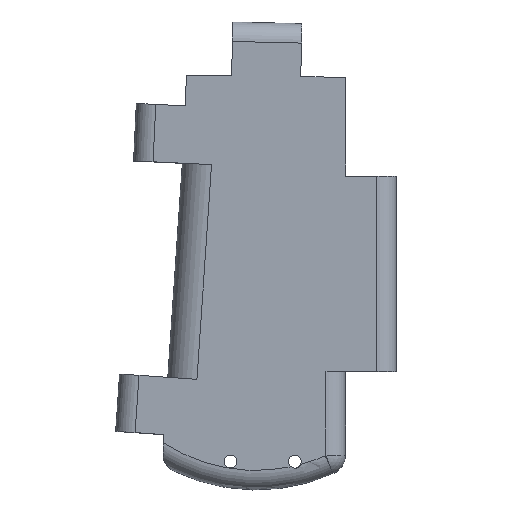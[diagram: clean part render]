
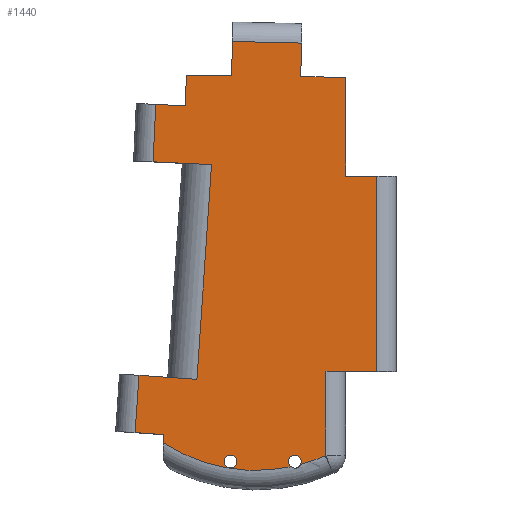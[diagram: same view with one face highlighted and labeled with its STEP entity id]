
A CAD part, top view. The second image highlights one B-rep face of the part: STEP entity #1440.
In plain terms, the highlighted planar face has unit normal (0, 0, 1).
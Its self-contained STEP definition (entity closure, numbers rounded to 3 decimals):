
#40=FACE_BOUND('',#217,.T.);
#76=PLANE('',#1586);
#140=FACE_OUTER_BOUND('',#216,.T.);
#216=EDGE_LOOP('',(#1226,#1227,#1228,#1229,#1230,#1231,#1232,#1233,#1234,
#1235,#1236,#1237,#1238,#1239,#1240,#1241,#1242,#1243,#1244,#1245,#1246,
#1247,#1248,#1249));
#217=EDGE_LOOP('',(#1250));
#257=LINE('',#2038,#400);
#353=LINE('',#2351,#496);
#362=LINE('',#2397,#505);
#363=LINE('',#2399,#506);
#364=LINE('',#2401,#507);
#365=LINE('',#2403,#508);
#366=LINE('',#2404,#509);
#367=LINE('',#2407,#510);
#368=LINE('',#2409,#511);
#369=LINE('',#2411,#512);
#370=LINE('',#2413,#513);
#371=LINE('',#2415,#514);
#372=LINE('',#2417,#515);
#373=LINE('',#2419,#516);
#374=LINE('',#2421,#517);
#375=LINE('',#2423,#518);
#376=LINE('',#2425,#519);
#377=LINE('',#2427,#520);
#378=LINE('',#2428,#521);
#400=VECTOR('',#1625,10.);
#496=VECTOR('',#1875,10.);
#505=VECTOR('',#1930,10.);
#506=VECTOR('',#1931,10.);
#507=VECTOR('',#1932,10.);
#508=VECTOR('',#1933,10.);
#509=VECTOR('',#1934,10.);
#510=VECTOR('',#1937,10.);
#511=VECTOR('',#1938,10.);
#512=VECTOR('',#1939,10.);
#513=VECTOR('',#1940,10.);
#514=VECTOR('',#1941,10.);
#515=VECTOR('',#1942,10.);
#516=VECTOR('',#1943,10.);
#517=VECTOR('',#1944,10.);
#518=VECTOR('',#1945,10.);
#519=VECTOR('',#1946,10.);
#520=VECTOR('',#1947,10.);
#521=VECTOR('',#1948,10.);
#566=CIRCLE('',#1529,0.657);
#569=CIRCLE('',#1534,0.657);
#570=CIRCLE('',#1535,0.657);
#571=CIRCLE('',#1538,17.302);
#574=CIRCLE('',#1541,17.302);
#591=CIRCLE('',#1587,2.);
#600=VERTEX_POINT('',#2034);
#602=VERTEX_POINT('',#2037);
#676=VERTEX_POINT('',#2213);
#679=VERTEX_POINT('',#2223);
#680=VERTEX_POINT('',#2225);
#681=VERTEX_POINT('',#2227);
#682=VERTEX_POINT('',#2246);
#686=VERTEX_POINT('',#2276);
#702=VERTEX_POINT('',#2347);
#704=VERTEX_POINT('',#2350);
#718=VERTEX_POINT('',#2396);
#719=VERTEX_POINT('',#2398);
#720=VERTEX_POINT('',#2400);
#721=VERTEX_POINT('',#2402);
#722=VERTEX_POINT('',#2406);
#723=VERTEX_POINT('',#2408);
#724=VERTEX_POINT('',#2410);
#725=VERTEX_POINT('',#2412);
#726=VERTEX_POINT('',#2414);
#727=VERTEX_POINT('',#2416);
#728=VERTEX_POINT('',#2418);
#729=VERTEX_POINT('',#2420);
#730=VERTEX_POINT('',#2422);
#731=VERTEX_POINT('',#2424);
#732=VERTEX_POINT('',#2426);
#742=EDGE_CURVE('',#602,#600,#257,.T.);
#830=EDGE_CURVE('',#676,#676,#566,.T.);
#835=EDGE_CURVE('',#679,#680,#569,.T.);
#837=EDGE_CURVE('',#681,#679,#570,.T.);
#839=EDGE_CURVE('',#682,#680,#571,.T.);
#844=EDGE_CURVE('',#681,#686,#574,.T.);
#880=EDGE_CURVE('',#704,#702,#353,.T.);
#904=EDGE_CURVE('',#602,#718,#362,.T.);
#905=EDGE_CURVE('',#719,#600,#363,.T.);
#906=EDGE_CURVE('',#719,#720,#364,.T.);
#907=EDGE_CURVE('',#721,#720,#365,.T.);
#908=EDGE_CURVE('',#682,#721,#366,.T.);
#909=EDGE_CURVE('',#686,#704,#591,.T.);
#910=EDGE_CURVE('',#722,#702,#367,.T.);
#911=EDGE_CURVE('',#722,#723,#368,.T.);
#912=EDGE_CURVE('',#724,#723,#369,.T.);
#913=EDGE_CURVE('',#725,#724,#370,.T.);
#914=EDGE_CURVE('',#726,#725,#371,.T.);
#915=EDGE_CURVE('',#727,#726,#372,.T.);
#916=EDGE_CURVE('',#727,#728,#373,.T.);
#917=EDGE_CURVE('',#729,#728,#374,.T.);
#918=EDGE_CURVE('',#730,#729,#375,.T.);
#919=EDGE_CURVE('',#731,#730,#376,.T.);
#920=EDGE_CURVE('',#732,#731,#377,.T.);
#921=EDGE_CURVE('',#732,#718,#378,.T.);
#1226=ORIENTED_EDGE('',*,*,#904,.F.);
#1227=ORIENTED_EDGE('',*,*,#742,.T.);
#1228=ORIENTED_EDGE('',*,*,#905,.F.);
#1229=ORIENTED_EDGE('',*,*,#906,.T.);
#1230=ORIENTED_EDGE('',*,*,#907,.F.);
#1231=ORIENTED_EDGE('',*,*,#908,.F.);
#1232=ORIENTED_EDGE('',*,*,#839,.T.);
#1233=ORIENTED_EDGE('',*,*,#835,.F.);
#1234=ORIENTED_EDGE('',*,*,#837,.F.);
#1235=ORIENTED_EDGE('',*,*,#844,.T.);
#1236=ORIENTED_EDGE('',*,*,#909,.T.);
#1237=ORIENTED_EDGE('',*,*,#880,.T.);
#1238=ORIENTED_EDGE('',*,*,#910,.F.);
#1239=ORIENTED_EDGE('',*,*,#911,.T.);
#1240=ORIENTED_EDGE('',*,*,#912,.F.);
#1241=ORIENTED_EDGE('',*,*,#913,.F.);
#1242=ORIENTED_EDGE('',*,*,#914,.F.);
#1243=ORIENTED_EDGE('',*,*,#915,.F.);
#1244=ORIENTED_EDGE('',*,*,#916,.T.);
#1245=ORIENTED_EDGE('',*,*,#917,.F.);
#1246=ORIENTED_EDGE('',*,*,#918,.F.);
#1247=ORIENTED_EDGE('',*,*,#919,.F.);
#1248=ORIENTED_EDGE('',*,*,#920,.F.);
#1249=ORIENTED_EDGE('',*,*,#921,.T.);
#1250=ORIENTED_EDGE('',*,*,#830,.F.);
#1440=ADVANCED_FACE('',(#140,#40),#76,.T.);
#1529=AXIS2_PLACEMENT_3D('',#2215,#1770,#1771);
#1534=AXIS2_PLACEMENT_3D('',#2226,#1782,#1783);
#1535=AXIS2_PLACEMENT_3D('',#2242,#1784,#1785);
#1538=AXIS2_PLACEMENT_3D('',#2247,#1791,#1792);
#1541=AXIS2_PLACEMENT_3D('',#2278,#1797,#1798);
#1586=AXIS2_PLACEMENT_3D('',#2395,#1928,#1929);
#1587=AXIS2_PLACEMENT_3D('',#2405,#1935,#1936);
#1625=DIRECTION('',(-0.068,-0.998,0.));
#1770=DIRECTION('center_axis',(0.,0.,1.));
#1771=DIRECTION('ref_axis',(1.,0.,0.));
#1782=DIRECTION('center_axis',(0.,0.,1.));
#1783=DIRECTION('ref_axis',(1.,0.,0.));
#1784=DIRECTION('center_axis',(0.,0.,1.));
#1785=DIRECTION('ref_axis',(1.,0.,0.));
#1791=DIRECTION('center_axis',(0.,0.,1.));
#1792=DIRECTION('ref_axis',(-0.019,-1.,0.));
#1797=DIRECTION('center_axis',(0.,0.,1.));
#1798=DIRECTION('ref_axis',(-0.019,-1.,0.));
#1875=DIRECTION('',(0.,1.,0.));
#1928=DIRECTION('center_axis',(0.,0.,1.));
#1929=DIRECTION('ref_axis',(1.,0.,0.));
#1930=DIRECTION('',(-0.999,0.047,0.));
#1931=DIRECTION('',(0.998,-0.068,0.));
#1932=DIRECTION('',(-0.068,-0.998,0.));
#1933=DIRECTION('',(-0.998,0.068,0.));
#1934=DIRECTION('',(0.033,0.999,0.));
#1935=DIRECTION('center_axis',(0.,0.,-1.));
#1936=DIRECTION('ref_axis',(0.409,-0.913,0.));
#1937=DIRECTION('',(-1.,0.,0.));
#1938=DIRECTION('',(0.,1.,0.));
#1939=DIRECTION('',(1.,0.,0.));
#1940=DIRECTION('',(0.,-1.,0.));
#1941=DIRECTION('',(1.,-0.014,0.));
#1942=DIRECTION('',(-0.023,-1.,0.));
#1943=DIRECTION('',(-1.,0.023,0.));
#1944=DIRECTION('',(0.023,1.,0.));
#1945=DIRECTION('',(1.,-0.014,0.));
#1946=DIRECTION('',(0.047,0.999,0.));
#1947=DIRECTION('',(0.999,-0.047,0.));
#1948=DIRECTION('',(-0.047,-0.999,0.));
#2034=CARTESIAN_POINT('',(-6.802,-11.498,4.));
#2037=CARTESIAN_POINT('',(-5.302,10.513,4.));
#2038=CARTESIAN_POINT('',(-5.611,5.976,4.));
#2213=CARTESIAN_POINT('',(-4.018,-19.929,4.));
#2215=CARTESIAN_POINT('Origin',(-3.362,-19.929,4.));
#2223=CARTESIAN_POINT('',(2.582,-19.929,4.));
#2225=CARTESIAN_POINT('',(2.857,-20.463,4.));
#2226=CARTESIAN_POINT('Origin',(3.238,-19.929,4.));
#2227=CARTESIAN_POINT('',(3.823,-20.229,4.));
#2242=CARTESIAN_POINT('Origin',(3.238,-19.929,4.));
#2246=CARTESIAN_POINT('',(-10.222,-18.01,4.));
#2247=CARTESIAN_POINT('Origin',(-0.738,-3.539,4.));
#2276=CARTESIAN_POINT('',(6.333,-19.33,4.));
#2278=CARTESIAN_POINT('Origin',(-0.738,-3.539,4.));
#2347=CARTESIAN_POINT('',(6.432,-10.691,4.));
#2350=CARTESIAN_POINT('',(6.432,-19.289,4.));
#2351=CARTESIAN_POINT('',(6.432,-10.003,4.));
#2395=CARTESIAN_POINT('Origin',(-0.745,1.148,4.));
#2396=CARTESIAN_POINT('',(-11.296,10.797,4.));
#2397=CARTESIAN_POINT('',(-13.294,10.891,4.));
#2398=CARTESIAN_POINT('',(-12.741,-11.094,4.));
#2399=CARTESIAN_POINT('',(-9.795,-11.295,4.));
#2400=CARTESIAN_POINT('',(-13.141,-16.967,4.));
#2401=CARTESIAN_POINT('',(-12.298,-4.594,4.));
#2402=CARTESIAN_POINT('',(-10.195,-17.168,4.));
#2403=CARTESIAN_POINT('',(-15.136,-16.831,4.));
#2404=CARTESIAN_POINT('',(-10.195,-17.168,4.));
#2405=CARTESIAN_POINT('Origin',(7.15,-21.155,4.));
#2406=CARTESIAN_POINT('',(11.647,-10.691,4.));
#2407=CARTESIAN_POINT('',(8.432,-10.691,4.));
#2408=CARTESIAN_POINT('',(11.647,9.335,4.));
#2409=CARTESIAN_POINT('',(11.647,-4.771,4.));
#2410=CARTESIAN_POINT('',(8.432,9.335,4.));
#2411=CARTESIAN_POINT('',(13.647,9.335,4.));
#2412=CARTESIAN_POINT('',(8.432,19.463,4.));
#2413=CARTESIAN_POINT('',(8.432,9.335,4.));
#2414=CARTESIAN_POINT('',(3.844,19.527,4.));
#2415=CARTESIAN_POINT('',(8.432,19.463,4.));
#2416=CARTESIAN_POINT('',(3.925,22.972,4.));
#2417=CARTESIAN_POINT('',(3.844,19.527,4.));
#2418=CARTESIAN_POINT('',(-3.164,23.138,4.));
#2419=CARTESIAN_POINT('',(1.847,23.021,4.));
#2420=CARTESIAN_POINT('',(-3.243,19.626,4.));
#2421=CARTESIAN_POINT('',(-3.119,25.138,4.));
#2422=CARTESIAN_POINT('',(-7.872,19.691,4.));
#2423=CARTESIAN_POINT('',(-3.243,19.626,4.));
#2424=CARTESIAN_POINT('',(-8.021,16.545,4.));
#2425=CARTESIAN_POINT('',(-7.872,19.691,4.));
#2426=CARTESIAN_POINT('',(-11.017,16.687,4.));
#2427=CARTESIAN_POINT('',(-8.021,16.545,4.));
#2428=CARTESIAN_POINT('',(-11.373,9.178,4.));
